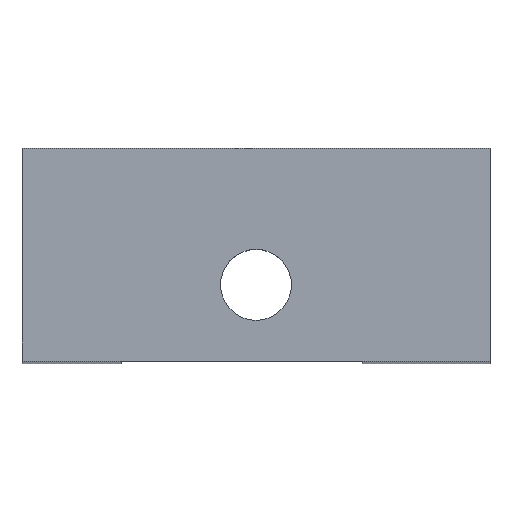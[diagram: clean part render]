
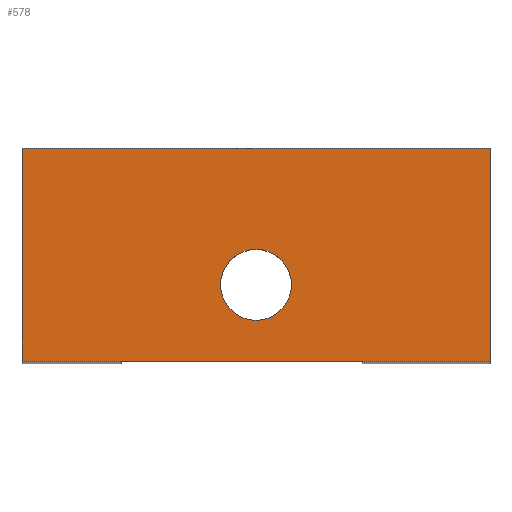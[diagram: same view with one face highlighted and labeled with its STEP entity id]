
A CAD part, top view. The second image highlights one B-rep face of the part: STEP entity #578.
In plain terms, the highlighted planar face has unit normal (0, 0, 1).
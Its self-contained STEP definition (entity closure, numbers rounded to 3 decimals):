
#19=FACE_BOUND('',#66,.T.);
#27=CIRCLE('',#625,2.5);
#33=FACE_OUTER_BOUND('',#65,.T.);
#65=EDGE_LOOP('',(#396,#397,#398,#399));
#66=EDGE_LOOP('',(#400));
#110=LINE('',#833,#185);
#111=LINE('',#835,#186);
#112=LINE('',#837,#187);
#113=LINE('',#838,#188);
#185=VECTOR('',#675,10.);
#186=VECTOR('',#676,10.);
#187=VECTOR('',#677,10.);
#188=VECTOR('',#678,10.);
#261=VERTEX_POINT('',#831);
#262=VERTEX_POINT('',#832);
#263=VERTEX_POINT('',#834);
#264=VERTEX_POINT('',#836);
#265=VERTEX_POINT('',#839);
#315=EDGE_CURVE('',#261,#262,#110,.T.);
#316=EDGE_CURVE('',#262,#263,#111,.T.);
#317=EDGE_CURVE('',#263,#264,#112,.T.);
#318=EDGE_CURVE('',#264,#261,#113,.T.);
#319=EDGE_CURVE('',#265,#265,#27,.T.);
#396=ORIENTED_EDGE('',*,*,#315,.T.);
#397=ORIENTED_EDGE('',*,*,#316,.T.);
#398=ORIENTED_EDGE('',*,*,#317,.T.);
#399=ORIENTED_EDGE('',*,*,#318,.T.);
#400=ORIENTED_EDGE('',*,*,#319,.T.);
#550=PLANE('',#624);
#578=ADVANCED_FACE('',(#33,#19),#550,.T.);
#624=AXIS2_PLACEMENT_3D('',#830,#673,#674);
#625=AXIS2_PLACEMENT_3D('',#840,#679,#680);
#673=DIRECTION('center_axis',(0.,0.,
1.));
#674=DIRECTION('ref_axis',(-1.,0.,0.));
#675=DIRECTION('',(1.,0.,0.));
#676=DIRECTION('',(0.,1.,0.));
#677=DIRECTION('',(-1.,0.,0.));
#678=DIRECTION('',(0.,-1.,0.));
#679=DIRECTION('center_axis',(0.,0.,
-1.));
#680=DIRECTION('ref_axis',(-1.,0.,0.));
#830=CARTESIAN_POINT('Origin',(8.483,107.964,284.));
#831=CARTESIAN_POINT('',(-8.017,100.464,284.));
#832=CARTESIAN_POINT('',(24.983,100.464,284.));
#833=CARTESIAN_POINT('',(24.983,100.464,284.));
#834=CARTESIAN_POINT('',(24.983,115.464,284.));
#835=CARTESIAN_POINT('',(24.983,115.464,284.));
#836=CARTESIAN_POINT('',(-8.017,115.464,284.));
#837=CARTESIAN_POINT('',(-8.017,115.464,284.));
#838=CARTESIAN_POINT('',(-8.017,100.464,284.));
#839=CARTESIAN_POINT('',(10.983,105.839,284.));
#840=CARTESIAN_POINT('Origin',(8.483,105.839,284.));
